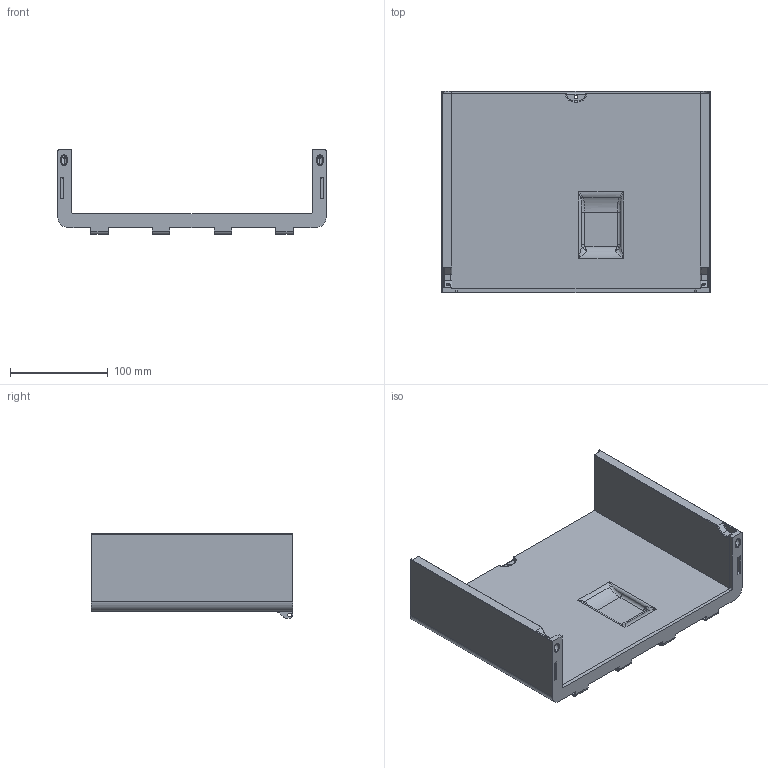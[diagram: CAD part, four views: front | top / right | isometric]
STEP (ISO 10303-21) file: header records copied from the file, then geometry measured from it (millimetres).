
FILE_DESCRIPTION (( 'STEP AP214' ), '1' );
FILE_NAME ('CF5Vs_SCase_Mid_Top.STEP', '2025-01-11T16:50:04', ( '' ), ( '' ), 'SwSTEP 2.0', 'SolidWorks 2025', '' );
FILE_SCHEMA (( 'AUTOMOTIVE_DESIGN' ));
Length unit declared in the file: millimetre
Products named in the file (1): CF5Vs_SCase_Mid_Top
Bounding box: 274 x 206 x 86.6 mm (x, y, z)
Volume: 829950.4 mm3; surface area: 187133.9 mm2
Topology: 1 solids, 1 shells, 182 faces, 472 edges, 290 vertices
Faces by surface type: plane 77, cylinder 71, bspline 24, torus 6, cone 4
Entity records: 6577 total; most frequent: CARTESIAN_POINT 2289, ORIENTED_EDGE 928, DIRECTION 840, EDGE_CURVE 464, VERTEX_POINT 290, AXIS2_PLACEMENT_3D 281, LINE 278, VECTOR 278
